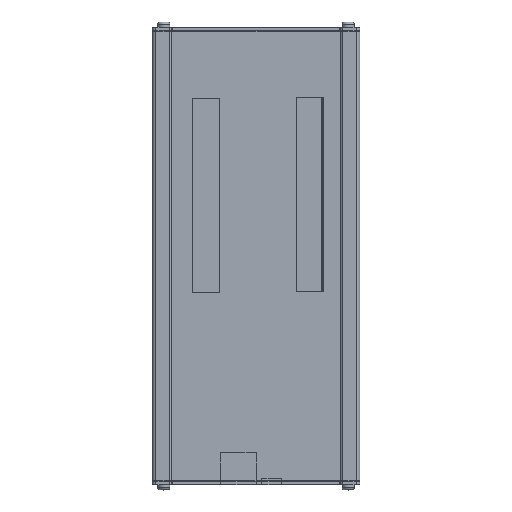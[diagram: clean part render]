
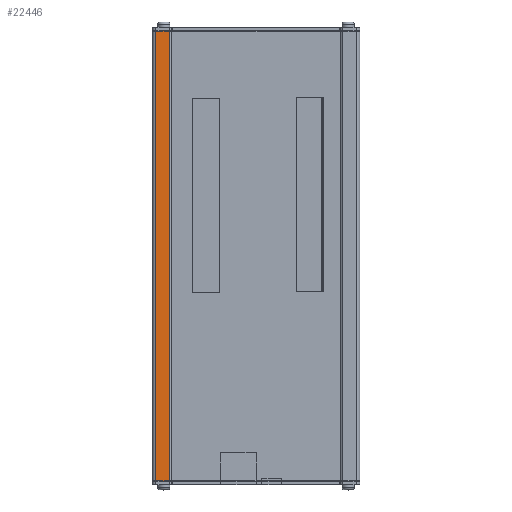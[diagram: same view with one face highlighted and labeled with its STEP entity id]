
A CAD part, top view. The second image highlights one B-rep face of the part: STEP entity #22446.
In plain terms, the highlighted planar face has unit normal (0, 0, 1).
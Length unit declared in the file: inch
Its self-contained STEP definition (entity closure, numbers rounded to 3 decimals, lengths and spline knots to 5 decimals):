
#17791 = EDGE_CURVE('',#17792,#17794,#17796,.T.);
#17792 = VERTEX_POINT('',#17793);
#17793 = CARTESIAN_POINT('',(0.07,0.,1.722));
#17794 = VERTEX_POINT('',#17795);
#17795 = CARTESIAN_POINT('',(0.326,0.,1.722));
#17796 = SURFACE_CURVE('',#17797,(#17801,#17813),.PCURVE_S1.);
#17797 = LINE('',#17798,#17799);
#17798 = CARTESIAN_POINT('',(0.07,0.,1.722));
#17799 = VECTOR('',#17800,1.);
#17800 = DIRECTION('',(1.,0.,0.));
#17801 = PCURVE('',#17802,#17807);
#17802 = PLANE('',#17803);
#17803 = AXIS2_PLACEMENT_3D('',#17804,#17805,#17806);
#17804 = CARTESIAN_POINT('',(0.23529,0.,
    0.86221));
#17805 = DIRECTION('',(0.,-1.,0.));
#17806 = DIRECTION('',(0.,0.,1.));
#17807 = DEFINITIONAL_REPRESENTATION('',(#17808),#17812);
#17808 = LINE('',#17809,#17810);
#17809 = CARTESIAN_POINT('',(0.86,0.165));
#17810 = VECTOR('',#17811,1.);
#17811 = DIRECTION('',(0.,-1.));
#17812 = ( GEOMETRIC_REPRESENTATION_CONTEXT(2) 
PARAMETRIC_REPRESENTATION_CONTEXT() REPRESENTATION_CONTEXT('2D SPACE',''
  ) );
#17813 = PCURVE('',#17814,#17819);
#17814 = PLANE('',#17815);
#17815 = AXIS2_PLACEMENT_3D('',#17816,#17817,#17818);
#17816 = CARTESIAN_POINT('',(0.07,0.,1.722));
#17817 = DIRECTION('',(0.,0.,-1.));
#17818 = DIRECTION('',(-1.,0.,0.));
#17819 = DEFINITIONAL_REPRESENTATION('',(#17820),#17824);
#17820 = LINE('',#17821,#17822);
#17821 = CARTESIAN_POINT('',(-0.,0.));
#17822 = VECTOR('',#17823,1.);
#17823 = DIRECTION('',(-1.,0.));
#17824 = ( GEOMETRIC_REPRESENTATION_CONTEXT(2) 
PARAMETRIC_REPRESENTATION_CONTEXT() REPRESENTATION_CONTEXT('2D SPACE',''
  ) );
#17843 = CYLINDRICAL_SURFACE('',#17844,0.044);
#17844 = AXIS2_PLACEMENT_3D('',#17845,#17846,#17847);
#17845 = CARTESIAN_POINT('',(0.326,0.,1.678));
#17846 = DIRECTION('',(0.,1.,0.));
#17847 = DIRECTION('',(1.,0.,0.));
#22358 = CYLINDRICAL_SURFACE('',#22359,0.07);
#22359 = AXIS2_PLACEMENT_3D('',#22360,#22361,#22362);
#22360 = CARTESIAN_POINT('',(0.07,0.,1.652));
#22361 = DIRECTION('',(0.,1.,0.));
#22362 = DIRECTION('',(1.,0.,0.));
#22397 = VERTEX_POINT('',#22398);
#22398 = CARTESIAN_POINT('',(0.07,8.70079,1.722));
#22413 = PLANE('',#22414);
#22414 = AXIS2_PLACEMENT_3D('',#22415,#22416,#22417);
#22415 = CARTESIAN_POINT('',(0.23529,8.70079,
    0.86221));
#22416 = DIRECTION('',(0.,-1.,0.));
#22417 = DIRECTION('',(0.,0.,1.));
#22425 = EDGE_CURVE('',#17792,#22397,#22426,.T.);
#22426 = SURFACE_CURVE('',#22427,(#22431,#22438),.PCURVE_S1.);
#22427 = LINE('',#22428,#22429);
#22428 = CARTESIAN_POINT('',(0.07,0.,1.722));
#22429 = VECTOR('',#22430,1.);
#22430 = DIRECTION('',(0.,1.,0.));
#22431 = PCURVE('',#22358,#22432);
#22432 = DEFINITIONAL_REPRESENTATION('',(#22433),#22437);
#22433 = LINE('',#22434,#22435);
#22434 = CARTESIAN_POINT('',(-1.571,0.));
#22435 = VECTOR('',#22436,1.);
#22436 = DIRECTION('',(-0.,1.));
#22437 = ( GEOMETRIC_REPRESENTATION_CONTEXT(2) 
PARAMETRIC_REPRESENTATION_CONTEXT() REPRESENTATION_CONTEXT('2D SPACE',''
  ) );
#22438 = PCURVE('',#17814,#22439);
#22439 = DEFINITIONAL_REPRESENTATION('',(#22440),#22444);
#22440 = LINE('',#22441,#22442);
#22441 = CARTESIAN_POINT('',(0.,0.));
#22442 = VECTOR('',#22443,1.);
#22443 = DIRECTION('',(0.,1.));
#22444 = ( GEOMETRIC_REPRESENTATION_CONTEXT(2) 
PARAMETRIC_REPRESENTATION_CONTEXT() REPRESENTATION_CONTEXT('2D SPACE',''
  ) );
#22446 = ADVANCED_FACE('',(#22447),#17814,.F.);
#22447 = FACE_BOUND('',#22448,.T.);
#22448 = EDGE_LOOP('',(#22449,#22450,#22451,#22474));
#22449 = ORIENTED_EDGE('',*,*,#22425,.F.);
#22450 = ORIENTED_EDGE('',*,*,#17791,.T.);
#22451 = ORIENTED_EDGE('',*,*,#22452,.T.);
#22452 = EDGE_CURVE('',#17794,#22453,#22455,.T.);
#22453 = VERTEX_POINT('',#22454);
#22454 = CARTESIAN_POINT('',(0.326,8.70079,1.722));
#22455 = SURFACE_CURVE('',#22456,(#22460,#22467),.PCURVE_S1.);
#22456 = LINE('',#22457,#22458);
#22457 = CARTESIAN_POINT('',(0.326,0.,1.722));
#22458 = VECTOR('',#22459,1.);
#22459 = DIRECTION('',(0.,1.,0.));
#22460 = PCURVE('',#17814,#22461);
#22461 = DEFINITIONAL_REPRESENTATION('',(#22462),#22466);
#22462 = LINE('',#22463,#22464);
#22463 = CARTESIAN_POINT('',(-0.256,0.));
#22464 = VECTOR('',#22465,1.);
#22465 = DIRECTION('',(0.,1.));
#22466 = ( GEOMETRIC_REPRESENTATION_CONTEXT(2) 
PARAMETRIC_REPRESENTATION_CONTEXT() REPRESENTATION_CONTEXT('2D SPACE',''
  ) );
#22467 = PCURVE('',#17843,#22468);
#22468 = DEFINITIONAL_REPRESENTATION('',(#22469),#22473);
#22469 = LINE('',#22470,#22471);
#22470 = CARTESIAN_POINT('',(-1.571,0.));
#22471 = VECTOR('',#22472,1.);
#22472 = DIRECTION('',(-0.,1.));
#22473 = ( GEOMETRIC_REPRESENTATION_CONTEXT(2) 
PARAMETRIC_REPRESENTATION_CONTEXT() REPRESENTATION_CONTEXT('2D SPACE',''
  ) );
#22474 = ORIENTED_EDGE('',*,*,#22475,.F.);
#22475 = EDGE_CURVE('',#22397,#22453,#22476,.T.);
#22476 = SURFACE_CURVE('',#22477,(#22481,#22488),.PCURVE_S1.);
#22477 = LINE('',#22478,#22479);
#22478 = CARTESIAN_POINT('',(0.07,8.70079,1.722));
#22479 = VECTOR('',#22480,1.);
#22480 = DIRECTION('',(1.,0.,0.));
#22481 = PCURVE('',#17814,#22482);
#22482 = DEFINITIONAL_REPRESENTATION('',(#22483),#22487);
#22483 = LINE('',#22484,#22485);
#22484 = CARTESIAN_POINT('',(0.,8.701));
#22485 = VECTOR('',#22486,1.);
#22486 = DIRECTION('',(-1.,0.));
#22487 = ( GEOMETRIC_REPRESENTATION_CONTEXT(2) 
PARAMETRIC_REPRESENTATION_CONTEXT() REPRESENTATION_CONTEXT('2D SPACE',''
  ) );
#22488 = PCURVE('',#22413,#22489);
#22489 = DEFINITIONAL_REPRESENTATION('',(#22490),#22494);
#22490 = LINE('',#22491,#22492);
#22491 = CARTESIAN_POINT('',(0.86,0.165));
#22492 = VECTOR('',#22493,1.);
#22493 = DIRECTION('',(0.,-1.));
#22494 = ( GEOMETRIC_REPRESENTATION_CONTEXT(2) 
PARAMETRIC_REPRESENTATION_CONTEXT() REPRESENTATION_CONTEXT('2D SPACE',''
  ) );
